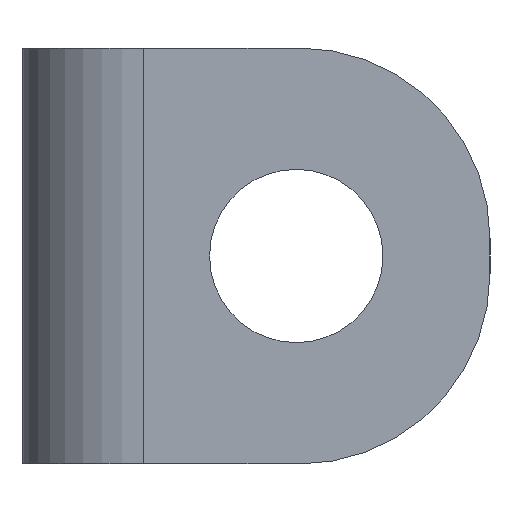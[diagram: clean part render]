
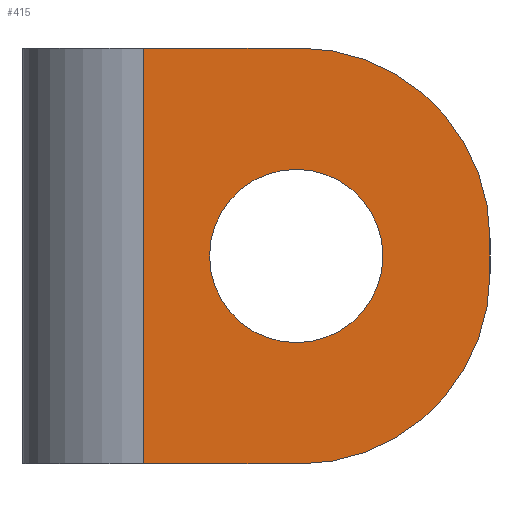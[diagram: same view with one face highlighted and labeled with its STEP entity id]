
A CAD part, left-side view. The second image highlights one B-rep face of the part: STEP entity #415.
In plain terms, the highlighted planar face has unit normal (-1, 0, 0).
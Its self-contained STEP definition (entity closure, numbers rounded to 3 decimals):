
#19=FACE_BOUND('',#69,.T.);
#29=PLANE('',#470);
#43=FACE_OUTER_BOUND('',#68,.T.);
#68=EDGE_LOOP('',(#344,#345,#346,#347,#348,#349));
#69=EDGE_LOOP('',(#350));
#86=LINE('',#633,#122);
#100=LINE('',#675,#136);
#108=LINE('',#704,#144);
#109=LINE('',#707,#145);
#122=VECTOR('',#503,10.);
#136=VECTOR('',#537,10.);
#144=VECTOR('',#571,10.);
#145=VECTOR('',#576,10.);
#167=CIRCLE('',#459,5.5);
#171=CIRCLE('',#465,5.5);
#173=CIRCLE('',#471,2.5);
#184=VERTEX_POINT('',#630);
#185=VERTEX_POINT('',#632);
#202=VERTEX_POINT('',#672);
#203=VERTEX_POINT('',#674);
#206=VERTEX_POINT('',#682);
#210=VERTEX_POINT('',#695);
#212=VERTEX_POINT('',#708);
#224=EDGE_CURVE('',#185,#184,#86,.T.);
#245=EDGE_CURVE('',#203,#202,#100,.T.);
#249=EDGE_CURVE('',#185,#206,#167,.T.);
#256=EDGE_CURVE('',#210,#202,#171,.T.);
#261=EDGE_CURVE('',#206,#210,#108,.T.);
#262=EDGE_CURVE('',#203,#184,#109,.T.);
#263=EDGE_CURVE('',#212,#212,#173,.T.);
#344=ORIENTED_EDGE('',*,*,#249,.F.);
#345=ORIENTED_EDGE('',*,*,#224,.T.);
#346=ORIENTED_EDGE('',*,*,#262,.F.);
#347=ORIENTED_EDGE('',*,*,#245,.T.);
#348=ORIENTED_EDGE('',*,*,#256,.F.);
#349=ORIENTED_EDGE('',*,*,#261,.F.);
#350=ORIENTED_EDGE('',*,*,#263,.T.);
#415=ADVANCED_FACE('',(#43,#19),#29,.F.);
#459=AXIS2_PLACEMENT_3D('',#683,#545,#546);
#465=AXIS2_PLACEMENT_3D('',#696,#560,#561);
#470=AXIS2_PLACEMENT_3D('',#706,#574,#575);
#471=AXIS2_PLACEMENT_3D('',#709,#577,#578);
#503=DIRECTION('',(0.,1.,0.));
#537=DIRECTION('',(0.,-1.,0.));
#545=DIRECTION('center_axis',(1.,0.,0.));
#546=DIRECTION('ref_axis',(0.,-0.707,0.707));
#560=DIRECTION('center_axis',(1.,0.,0.));
#561=DIRECTION('ref_axis',(0.,-0.707,-0.707));
#571=DIRECTION('',(0.,0.,-1.));
#574=DIRECTION('center_axis',(1.,0.,0.));
#575=DIRECTION('ref_axis',(0.,0.,-1.));
#576=DIRECTION('',(0.,0.,1.));
#577=DIRECTION('center_axis',(1.,0.,0.));
#578=DIRECTION('ref_axis',(0.,0.,-1.));
#630=CARTESIAN_POINT('',(-0.7,6.16,54.532));
#632=CARTESIAN_POINT('',(-0.7,1.66,54.532));
#633=CARTESIAN_POINT('',(-0.7,-5.575,54.532));
#672=CARTESIAN_POINT('',(-0.7,1.66,42.532));
#674=CARTESIAN_POINT('',(-0.7,6.16,42.532));
#675=CARTESIAN_POINT('',(-0.7,2.505,42.532));
#682=CARTESIAN_POINT('',(-0.7,-3.84,49.032));
#683=CARTESIAN_POINT('Origin',(-0.7,1.66,49.032));
#695=CARTESIAN_POINT('',(-0.7,-3.84,48.032));
#696=CARTESIAN_POINT('Origin',(-0.7,1.66,48.032));
#704=CARTESIAN_POINT('',(-0.7,-3.84,54.532));
#706=CARTESIAN_POINT('Origin',(-0.7,-4.65,44.532));
#707=CARTESIAN_POINT('',(-0.7,6.16,48.782));
#708=CARTESIAN_POINT('',(-0.7,1.75,51.032));
#709=CARTESIAN_POINT('Origin',(-0.7,1.75,48.532));
